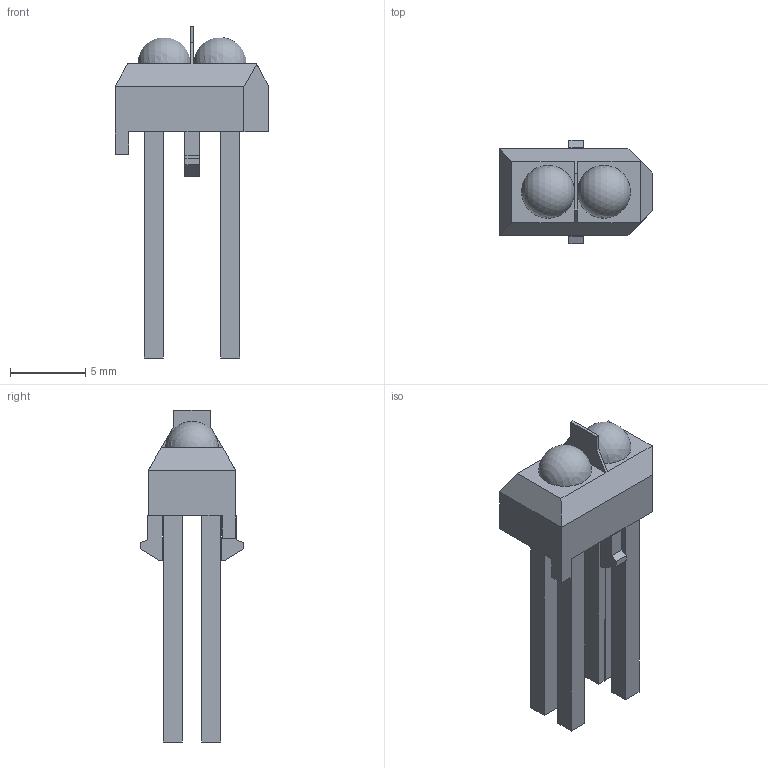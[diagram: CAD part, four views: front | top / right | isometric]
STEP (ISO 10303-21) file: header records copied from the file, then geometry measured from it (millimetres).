
FILE_DESCRIPTION(/* description */ ('Unknown'),/* implementation_level */ '2;1');
FILE_NAME(/* name */ 'TCRT5000Bonito',/* time_stamp */ '2019-06-19T23:49:37-03:00',/* author */ ('Unknown'),/* organization */ ('Unknown'),/* preprocessor_version */ 'ST-DEVELOPER v16.7',/* originating_system */ 'DEX',/* authorisation */ $);
FILE_SCHEMA (('AUTOMOTIVE_DESIGN {1 0 10303 214 3 1 1}'));
Length unit declared in the file: millimetre
Products named in the file (1): TCRT5000Bonito
Bounding box: 10.19 x 6.85 x 22 mm (x, y, z)
Volume: 364.9 mm3; surface area: 597.2 mm2
Topology: 1 solids, 1 shells, 64 faces, 172 edges, 110 vertices
Faces by surface type: plane 60, cylinder 2, sphere 2
Entity records: 2386 total; most frequent: CARTESIAN_POINT 339, ORIENTED_EDGE 332, DIRECTION 302, EDGE_CURVE 166, LINE 160, VECTOR 160, VERTEX_POINT 108, AXIS2_PLACEMENT_3D 71
